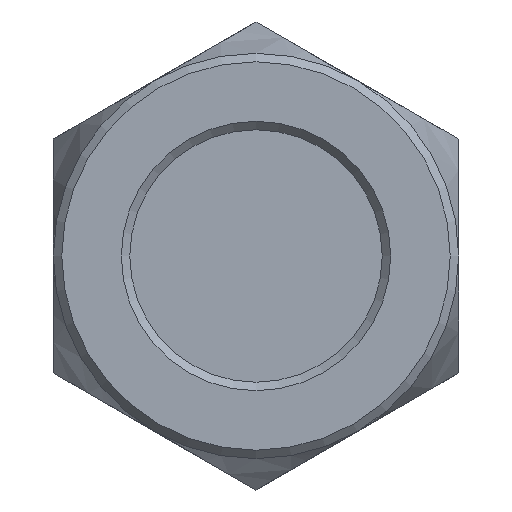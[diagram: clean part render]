
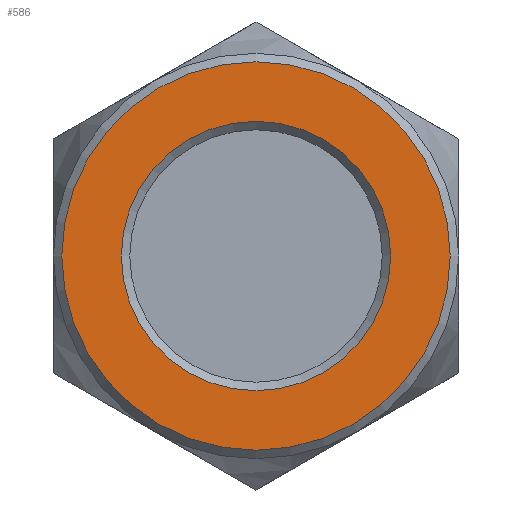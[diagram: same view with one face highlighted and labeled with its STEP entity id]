
A CAD part, left-side view. The second image highlights one B-rep face of the part: STEP entity #586.
In plain terms, the highlighted planar face has unit normal (-1, 0, 0).
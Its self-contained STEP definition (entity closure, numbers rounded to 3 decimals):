
#65 = EDGE_CURVE ( 'NONE', #202, #202, #135, .T. ) ;
#69 = ORIENTED_EDGE ( 'NONE', *, *, #65, .F. ) ;
#71 = CARTESIAN_POINT ( 'NONE',  ( -30., 0., 11.5 ) ) ;
#76 = DIRECTION ( 'NONE',  ( 0., 0., 1. ) ) ;
#135 = CIRCLE ( 'NONE', #908, 7.975 ) ;
#202 = VERTEX_POINT ( 'NONE', #1056 ) ;
#231 = EDGE_LOOP ( 'NONE', ( #69 ) ) ;
#269 = EDGE_CURVE ( 'NONE', #1019, #1019, #995, .T. ) ;
#279 = DIRECTION ( 'NONE',  ( -1., 0., 0. ) ) ;
#287 = ORIENTED_EDGE ( 'NONE', *, *, #269, .T. ) ;
#478 = PLANE ( 'NONE',  #1076 ) ;
#532 = AXIS2_PLACEMENT_3D ( 'NONE', #859, #279, #533 ) ;
#533 = DIRECTION ( 'NONE',  ( 0., 0., 1. ) ) ;
#577 = DIRECTION ( 'NONE',  ( -1., 0., 0. ) ) ;
#586 = ADVANCED_FACE ( 'NONE', ( #1010, #926 ), #478, .F. ) ;
#717 = DIRECTION ( 'NONE',  ( 0., 0., -1. ) ) ;
#722 = DIRECTION ( 'NONE',  ( 1., 0., 0. ) ) ;
#757 = EDGE_LOOP ( 'NONE', ( #287 ) ) ;
#859 = CARTESIAN_POINT ( 'NONE',  ( -30., 0., 0. ) ) ;
#902 = CARTESIAN_POINT ( 'NONE',  ( -30., 0., 0. ) ) ;
#908 = AXIS2_PLACEMENT_3D ( 'NONE', #902, #577, #76 ) ;
#926 = FACE_OUTER_BOUND ( 'NONE', #757, .T. ) ;
#960 = CARTESIAN_POINT ( 'NONE',  ( -30., 11.5, 0. ) ) ;
#995 = CIRCLE ( 'NONE', #532, 11.5 ) ;
#1010 = FACE_BOUND ( 'NONE', #231, .T. ) ;
#1019 = VERTEX_POINT ( 'NONE', #71 ) ;
#1056 = CARTESIAN_POINT ( 'NONE',  ( -30., 0., 7.975 ) ) ;
#1076 = AXIS2_PLACEMENT_3D ( 'NONE', #960, #722, #717 ) ;
